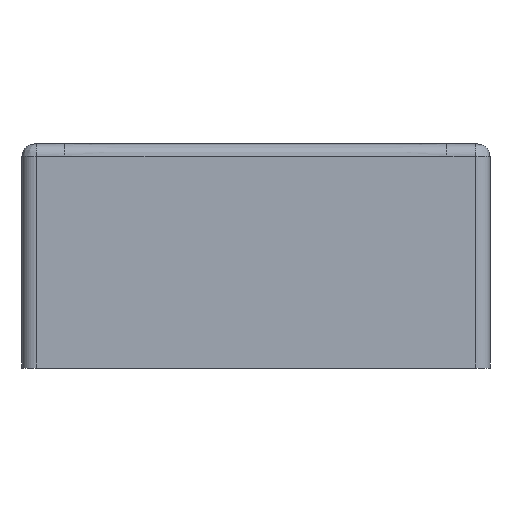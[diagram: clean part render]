
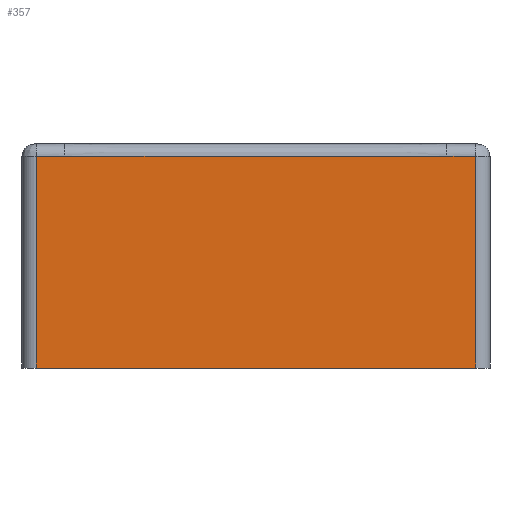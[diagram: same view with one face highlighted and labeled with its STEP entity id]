
A CAD part, front view. The second image highlights one B-rep face of the part: STEP entity #357.
In plain terms, the highlighted planar face has unit normal (0, -1, 0).
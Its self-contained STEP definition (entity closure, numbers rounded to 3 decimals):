
#193=FACE_OUTER_BOUND('',#567,.T.);
#295=B_SPLINE_CURVE_WITH_KNOTS('',3,(#3812,#3813,#3814,#3815,#3816,#3817,
#3818),.UNSPECIFIED.,.F.,.F.,(4,3,4),(0.,0.5,1.),
 .UNSPECIFIED.);
#357=ADVANCED_FACE('',(#193),#438,.F.);
#438=PLANE('',#1555);
#567=EDGE_LOOP('',(#767,#768,#769,#770,#771,#772));
#767=ORIENTED_EDGE('',*,*,#1286,.F.);
#768=ORIENTED_EDGE('',*,*,#1287,.F.);
#769=ORIENTED_EDGE('',*,*,#1288,.F.);
#770=ORIENTED_EDGE('',*,*,#1289,.F.);
#771=ORIENTED_EDGE('',*,*,#1290,.F.);
#772=ORIENTED_EDGE('',*,*,#1291,.F.);
#1153=VERTEX_POINT('',#3804);
#1154=VERTEX_POINT('',#3805);
#1155=VERTEX_POINT('',#3807);
#1156=VERTEX_POINT('',#3809);
#1157=VERTEX_POINT('',#3811);
#1158=VERTEX_POINT('',#3819);
#1286=EDGE_CURVE('',#1153,#1154,#1431,.T.);
#1287=EDGE_CURVE('',#1155,#1153,#1432,.T.);
#1288=EDGE_CURVE('',#1156,#1155,#1433,.T.);
#1289=EDGE_CURVE('',#1157,#1156,#1434,.T.);
#1290=EDGE_CURVE('',#1158,#1157,#295,.T.);
#1291=EDGE_CURVE('',#1154,#1158,#1435,.T.);
#1431=LINE('',#3803,#1494);
#1432=LINE('',#3806,#1495);
#1433=LINE('',#3808,#1496);
#1434=LINE('',#3810,#1497);
#1435=LINE('',#3820,#1498);
#1494=VECTOR('',#1757,1.);
#1495=VECTOR('',#1758,1.);
#1496=VECTOR('',#1759,1.);
#1497=VECTOR('',#1760,1.);
#1498=VECTOR('',#1761,1.);
#1555=AXIS2_PLACEMENT_3D('',#3821,#1762,#1763);
#1757=DIRECTION('',(0.,0.,1.));
#1758=DIRECTION('',(-1.,0.,0.));
#1759=DIRECTION('',(0.,0.,-1.));
#1760=DIRECTION('',(1.,0.,0.));
#1761=DIRECTION('',(1.,0.,0.));
#1762=DIRECTION('',(0.,1.,0.));
#1763=DIRECTION('',(0.,0.,1.));
#3803=CARTESIAN_POINT('',(-107.783,-185.,110.));
#3804=CARTESIAN_POINT('',(-107.783,-185.,0.));
#3805=CARTESIAN_POINT('',(-107.783,-185.,104.));
#3806=CARTESIAN_POINT('',(0.,-185.,0.));
#3807=CARTESIAN_POINT('',(108.,-185.,0.));
#3808=CARTESIAN_POINT('',(108.,-185.,110.));
#3809=CARTESIAN_POINT('',(108.,-185.,104.));
#3810=CARTESIAN_POINT('',(108.,-185.,104.));
#3811=CARTESIAN_POINT('',(93.774,-185.,104.));
#3812=CARTESIAN_POINT('',(-93.77,-185.,104.));
#3813=CARTESIAN_POINT('',(-62.513,-185.,103.989));
#3814=CARTESIAN_POINT('',(-31.257,-185.,103.867));
#3815=CARTESIAN_POINT('',(0.,-185.,103.867));
#3816=CARTESIAN_POINT('',(31.258,-185.,103.867));
#3817=CARTESIAN_POINT('',(62.516,-185.,103.989));
#3818=CARTESIAN_POINT('',(93.774,-185.,104.));
#3819=CARTESIAN_POINT('',(-93.77,-185.,104.));
#3820=CARTESIAN_POINT('',(-93.77,-185.,104.));
#3821=CARTESIAN_POINT('',(115.,-185.,110.));
